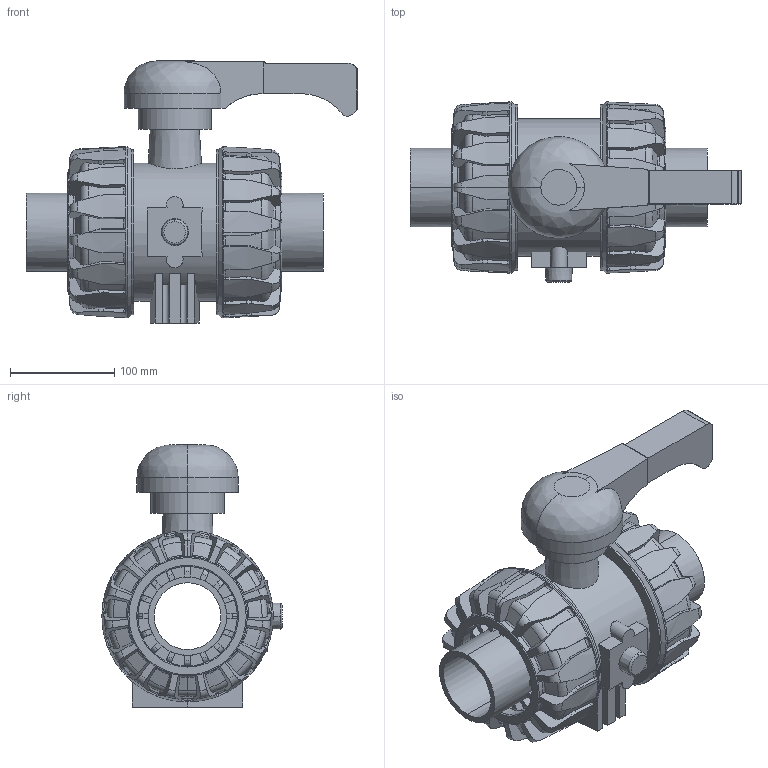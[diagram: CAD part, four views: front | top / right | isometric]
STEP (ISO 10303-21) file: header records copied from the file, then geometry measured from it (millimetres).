
FILE_DESCRIPTION(('STEP AP214'),'1');
FILE_NAME('vkddm075e.stp','2017-11-03T14:07:42',('TraceParts'),('TraceParts S.A.'),'Spatial InterOp 3D',' ',' ');
FILE_SCHEMA(('automotive_design'));
Length unit declared in the file: millimetre
Products named in the file (6): vkddm075e_1; vkddm075e_2; vkddm075e_3; vkddm075e_4; vkddm075e_5; vkddm075e_6
Bounding box: 316.96 x 172.47 x 251 mm (x, y, z)
Volume: 3363079.8 mm3; surface area: 458204.1 mm2
Topology: 6 solids, 6 shells, 872 faces, 2394 edges, 1541 vertices
Faces by surface type: plane 300, cylinder 210, torus 178, cone 176, bspline 8
Entity records: 40897 total; most frequent: CARTESIAN_POINT 12272, ORIENTED_EDGE 4788, DIRECTION 4362, EDGE_CURVE 2394, AXIS2_PLACEMENT_3D 1847, VERTEX_POINT 1541, EDGE_LOOP 889, STYLED_ITEM 878
